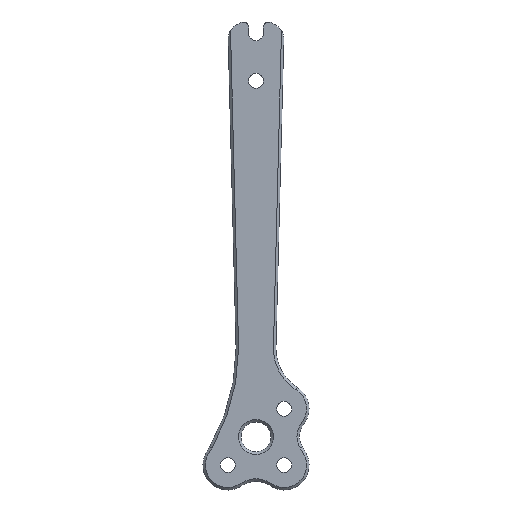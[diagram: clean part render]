
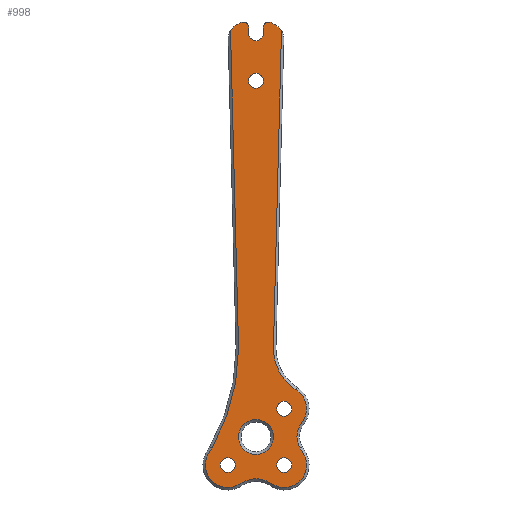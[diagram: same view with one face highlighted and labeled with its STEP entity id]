
A CAD part, top view. The second image highlights one B-rep face of the part: STEP entity #998.
In plain terms, the highlighted planar face has unit normal (0, 0, 1).
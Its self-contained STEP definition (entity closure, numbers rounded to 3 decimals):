
#30=FACE_BOUND('',#176,.T.);
#31=FACE_BOUND('',#177,.T.);
#32=FACE_BOUND('',#178,.T.);
#33=FACE_BOUND('',#179,.T.);
#34=FACE_BOUND('',#180,.T.);
#48=PLANE('',#1115);
#110=FACE_OUTER_BOUND('',#175,.T.);
#175=EDGE_LOOP('',(#813,#814,#815,#816,#817,#818,#819,#820,#821,#822,#823,
#824,#825,#826,#827,#828,#829,#830,#831,#832,#833,#834,#835));
#176=EDGE_LOOP('',(#836));
#177=EDGE_LOOP('',(#837));
#178=EDGE_LOOP('',(#838));
#179=EDGE_LOOP('',(#839));
#180=EDGE_LOOP('',(#840));
#256=LINE('',#1688,#334);
#257=LINE('',#1694,#335);
#258=LINE('',#1698,#336);
#259=LINE('',#1706,#337);
#260=LINE('',#1712,#338);
#261=LINE('',#1716,#339);
#262=LINE('',#1720,#340);
#263=LINE('',#1724,#341);
#334=VECTOR('',#1366,10.);
#335=VECTOR('',#1371,10.);
#336=VECTOR('',#1374,10.);
#337=VECTOR('',#1381,10.);
#338=VECTOR('',#1386,10.);
#339=VECTOR('',#1389,10.);
#340=VECTOR('',#1392,10.);
#341=VECTOR('',#1395,10.);
#401=CIRCLE('',#1111,3.);
#402=CIRCLE('',#1114,3.5);
#403=CIRCLE('',#1116,4.63);
#404=CIRCLE('',#1117,1.);
#405=CIRCLE('',#1118,1.5);
#406=CIRCLE('',#1119,1.);
#407=CIRCLE('',#1120,4.63);
#408=CIRCLE('',#1121,3.);
#409=CIRCLE('',#1122,39.921);
#410=CIRCLE('',#1123,4.5);
#411=CIRCLE('',#1124,4.5);
#412=CIRCLE('',#1125,5.5);
#413=CIRCLE('',#1126,4.5);
#414=CIRCLE('',#1127,4.5);
#415=CIRCLE('',#1128,4.5);
#416=CIRCLE('',#1129,9.82);
#417=CIRCLE('',#1130,1.5);
#418=CIRCLE('',#1131,1.5);
#419=CIRCLE('',#1132,1.5);
#420=CIRCLE('',#1133,1.5);
#481=VERTEX_POINT('',#1677);
#482=VERTEX_POINT('',#1679);
#483=VERTEX_POINT('',#1683);
#484=VERTEX_POINT('',#1687);
#485=VERTEX_POINT('',#1689);
#486=VERTEX_POINT('',#1691);
#487=VERTEX_POINT('',#1693);
#488=VERTEX_POINT('',#1695);
#489=VERTEX_POINT('',#1697);
#490=VERTEX_POINT('',#1699);
#491=VERTEX_POINT('',#1701);
#492=VERTEX_POINT('',#1703);
#493=VERTEX_POINT('',#1705);
#494=VERTEX_POINT('',#1707);
#495=VERTEX_POINT('',#1709);
#496=VERTEX_POINT('',#1711);
#497=VERTEX_POINT('',#1713);
#498=VERTEX_POINT('',#1715);
#499=VERTEX_POINT('',#1717);
#500=VERTEX_POINT('',#1719);
#501=VERTEX_POINT('',#1721);
#502=VERTEX_POINT('',#1723);
#503=VERTEX_POINT('',#1725);
#504=VERTEX_POINT('',#1727);
#505=VERTEX_POINT('',#1730);
#506=VERTEX_POINT('',#1732);
#507=VERTEX_POINT('',#1734);
#508=VERTEX_POINT('',#1736);
#600=EDGE_CURVE('',#482,#481,#401,.T.);
#602=EDGE_CURVE('',#483,#483,#402,.T.);
#604=EDGE_CURVE('',#482,#484,#256,.T.);
#605=EDGE_CURVE('',#481,#485,#403,.T.);
#606=EDGE_CURVE('',#485,#486,#404,.T.);
#607=EDGE_CURVE('',#486,#487,#257,.T.);
#608=EDGE_CURVE('',#487,#488,#405,.T.);
#609=EDGE_CURVE('',#488,#489,#258,.T.);
#610=EDGE_CURVE('',#489,#490,#406,.T.);
#611=EDGE_CURVE('',#490,#491,#407,.T.);
#612=EDGE_CURVE('',#491,#492,#408,.T.);
#613=EDGE_CURVE('',#493,#492,#259,.T.);
#614=EDGE_CURVE('',#494,#493,#409,.T.);
#615=EDGE_CURVE('',#495,#494,#410,.T.);
#616=EDGE_CURVE('',#496,#495,#260,.T.);
#617=EDGE_CURVE('',#497,#496,#411,.T.);
#618=EDGE_CURVE('',#498,#497,#261,.T.);
#619=EDGE_CURVE('',#499,#498,#412,.T.);
#620=EDGE_CURVE('',#500,#499,#262,.T.);
#621=EDGE_CURVE('',#501,#500,#413,.T.);
#622=EDGE_CURVE('',#502,#501,#263,.T.);
#623=EDGE_CURVE('',#503,#502,#414,.T.);
#624=EDGE_CURVE('',#504,#503,#415,.T.);
#625=EDGE_CURVE('',#484,#504,#416,.T.);
#626=EDGE_CURVE('',#505,#505,#417,.T.);
#627=EDGE_CURVE('',#506,#506,#418,.T.);
#628=EDGE_CURVE('',#507,#507,#419,.T.);
#629=EDGE_CURVE('',#508,#508,#420,.T.);
#813=ORIENTED_EDGE('',*,*,#604,.F.);
#814=ORIENTED_EDGE('',*,*,#600,.T.);
#815=ORIENTED_EDGE('',*,*,#605,.T.);
#816=ORIENTED_EDGE('',*,*,#606,.T.);
#817=ORIENTED_EDGE('',*,*,#607,.T.);
#818=ORIENTED_EDGE('',*,*,#608,.T.);
#819=ORIENTED_EDGE('',*,*,#609,.T.);
#820=ORIENTED_EDGE('',*,*,#610,.T.);
#821=ORIENTED_EDGE('',*,*,#611,.T.);
#822=ORIENTED_EDGE('',*,*,#612,.T.);
#823=ORIENTED_EDGE('',*,*,#613,.F.);
#824=ORIENTED_EDGE('',*,*,#614,.F.);
#825=ORIENTED_EDGE('',*,*,#615,.F.);
#826=ORIENTED_EDGE('',*,*,#616,.F.);
#827=ORIENTED_EDGE('',*,*,#617,.F.);
#828=ORIENTED_EDGE('',*,*,#618,.F.);
#829=ORIENTED_EDGE('',*,*,#619,.F.);
#830=ORIENTED_EDGE('',*,*,#620,.F.);
#831=ORIENTED_EDGE('',*,*,#621,.F.);
#832=ORIENTED_EDGE('',*,*,#622,.F.);
#833=ORIENTED_EDGE('',*,*,#623,.F.);
#834=ORIENTED_EDGE('',*,*,#624,.F.);
#835=ORIENTED_EDGE('',*,*,#625,.F.);
#836=ORIENTED_EDGE('',*,*,#626,.T.);
#837=ORIENTED_EDGE('',*,*,#627,.T.);
#838=ORIENTED_EDGE('',*,*,#628,.T.);
#839=ORIENTED_EDGE('',*,*,#629,.T.);
#840=ORIENTED_EDGE('',*,*,#602,.F.);
#998=ADVANCED_FACE('',(#110,#30,#31,#32,#33,#34),#48,.T.);
#1111=AXIS2_PLACEMENT_3D('',#1680,#1355,#1356);
#1114=AXIS2_PLACEMENT_3D('',#1684,#1361,#1362);
#1115=AXIS2_PLACEMENT_3D('',#1686,#1364,#1365);
#1116=AXIS2_PLACEMENT_3D('',#1690,#1367,#1368);
#1117=AXIS2_PLACEMENT_3D('',#1692,#1369,#1370);
#1118=AXIS2_PLACEMENT_3D('',#1696,#1372,#1373);
#1119=AXIS2_PLACEMENT_3D('',#1700,#1375,#1376);
#1120=AXIS2_PLACEMENT_3D('',#1702,#1377,#1378);
#1121=AXIS2_PLACEMENT_3D('',#1704,#1379,#1380);
#1122=AXIS2_PLACEMENT_3D('',#1708,#1382,#1383);
#1123=AXIS2_PLACEMENT_3D('',#1710,#1384,#1385);
#1124=AXIS2_PLACEMENT_3D('',#1714,#1387,#1388);
#1125=AXIS2_PLACEMENT_3D('',#1718,#1390,#1391);
#1126=AXIS2_PLACEMENT_3D('',#1722,#1393,#1394);
#1127=AXIS2_PLACEMENT_3D('',#1726,#1396,#1397);
#1128=AXIS2_PLACEMENT_3D('',#1728,#1398,#1399);
#1129=AXIS2_PLACEMENT_3D('',#1729,#1400,#1401);
#1130=AXIS2_PLACEMENT_3D('',#1731,#1402,#1403);
#1131=AXIS2_PLACEMENT_3D('',#1733,#1404,#1405);
#1132=AXIS2_PLACEMENT_3D('',#1735,#1406,#1407);
#1133=AXIS2_PLACEMENT_3D('',#1737,#1408,#1409);
#1355=DIRECTION('center_axis',(0.,0.,1.));
#1356=DIRECTION('ref_axis',(0.764,0.645,0.));
#1361=DIRECTION('center_axis',(0.,0.,1.));
#1362=DIRECTION('ref_axis',(1.,0.,0.));
#1364=DIRECTION('center_axis',(0.,0.,1.));
#1365=DIRECTION('ref_axis',(1.,0.,0.));
#1366=DIRECTION('',(-0.025,-1.,0.));
#1367=DIRECTION('center_axis',(0.,0.,1.));
#1368=DIRECTION('ref_axis',(0.309,0.951,0.));
#1369=DIRECTION('center_axis',(0.,0.,1.));
#1370=DIRECTION('ref_axis',(0.273,0.962,0.));
#1371=DIRECTION('',(0.,-1.,0.));
#1372=DIRECTION('center_axis',(0.,0.,-1.));
#1373=DIRECTION('ref_axis',(-1.,0.,0.));
#1374=DIRECTION('',(0.,1.,0.));
#1375=DIRECTION('center_axis',(0.,0.,1.));
#1376=DIRECTION('ref_axis',(-0.273,0.962,0.));
#1377=DIRECTION('center_axis',(0.,0.,1.));
#1378=DIRECTION('ref_axis',(-0.764,0.645,0.));
#1379=DIRECTION('center_axis',(0.,0.,1.));
#1380=DIRECTION('ref_axis',(-0.999,0.049,0.));
#1381=DIRECTION('',(-0.025,1.,0.));
#1382=DIRECTION('center_axis',(0.,0.,1.));
#1383=DIRECTION('ref_axis',(0.868,-0.496,0.));
#1384=DIRECTION('center_axis',(0.,0.,1.));
#1385=DIRECTION('ref_axis',(0.861,-0.508,0.));
#1386=DIRECTION('',(0.508,0.861,0.));
#1387=DIRECTION('center_axis',(0.,0.,-1.));
#1388=DIRECTION('ref_axis',(-0.861,0.508,0.));
#1389=DIRECTION('',(-0.861,-0.508,0.));
#1390=DIRECTION('center_axis',(0.,0.,1.));
#1391=DIRECTION('ref_axis',(0.508,0.861,0.));
#1392=DIRECTION('',(-0.861,0.508,0.));
#1393=DIRECTION('center_axis',(0.,0.,-1.));
#1394=DIRECTION('ref_axis',(-0.508,-0.861,0.));
#1395=DIRECTION('',(0.508,-0.861,0.));
#1396=DIRECTION('center_axis',(0.,0.,1.));
#1397=DIRECTION('ref_axis',(-0.785,0.62,0.));
#1398=DIRECTION('center_axis',(0.,0.,-1.));
#1399=DIRECTION('ref_axis',(0.535,0.845,0.));
#1400=DIRECTION('center_axis',(0.,0.,1.));
#1401=DIRECTION('ref_axis',(-1.,0.,0.));
#1402=DIRECTION('center_axis',(0.,0.,-1.));
#1403=DIRECTION('ref_axis',(1.,0.,0.));
#1404=DIRECTION('center_axis',(0.,0.,-1.));
#1405=DIRECTION('ref_axis',(1.,0.,0.));
#1406=DIRECTION('center_axis',(0.,0.,-1.));
#1407=DIRECTION('ref_axis',(1.,0.,0.));
#1408=DIRECTION('center_axis',(0.,0.,-1.));
#1409=DIRECTION('ref_axis',(1.,0.,0.));
#1677=CARTESIAN_POINT('',(-30.122,-174.19,5.));
#1679=CARTESIAN_POINT('',(-29.88,-174.519,5.));
#1680=CARTESIAN_POINT('Origin',(-32.414,-176.126,5.));
#1683=CARTESIAN_POINT('',(-38.5,-256.085,5.));
#1684=CARTESIAN_POINT('Origin',(-35.,-256.085,5.));
#1686=CARTESIAN_POINT('Origin',(-35.,-219.739,5.));
#1687=CARTESIAN_POINT('',(-31.5,-238.325,5.));
#1688=CARTESIAN_POINT('',(-31.265,-229.079,5.));
#1689=CARTESIAN_POINT('',(-32.227,-172.775,5.));
#1690=CARTESIAN_POINT('Origin',(-33.659,-177.178,5.));
#1691=CARTESIAN_POINT('',(-33.5,-173.737,5.));
#1692=CARTESIAN_POINT('Origin',(-32.5,-173.737,5.));
#1693=CARTESIAN_POINT('',(-33.5,-175.,5.));
#1694=CARTESIAN_POINT('',(-33.5,-175.,5.));
#1695=CARTESIAN_POINT('',(-36.5,-175.,5.));
#1696=CARTESIAN_POINT('Origin',(-35.,-175.,5.));
#1697=CARTESIAN_POINT('',(-36.5,-173.737,5.));
#1698=CARTESIAN_POINT('',(-36.5,-175.,5.));
#1699=CARTESIAN_POINT('',(-37.773,-172.775,5.));
#1700=CARTESIAN_POINT('Origin',(-37.5,-173.737,5.));
#1701=CARTESIAN_POINT('',(-39.878,-174.19,5.));
#1702=CARTESIAN_POINT('Origin',(-36.341,-177.178,5.));
#1703=CARTESIAN_POINT('',(-40.12,-174.519,5.));
#1704=CARTESIAN_POINT('Origin',(-37.587,-176.126,5.));
#1705=CARTESIAN_POINT('',(-38.5,-238.325,5.));
#1706=CARTESIAN_POINT('',(-39.526,-197.904,5.));
#1707=CARTESIAN_POINT('',(-43.754,-258.127,5.));
#1708=CARTESIAN_POINT('Origin',(-78.421,-238.331,5.));
#1709=CARTESIAN_POINT('',(-43.845,-258.289,5.));
#1710=CARTESIAN_POINT('Origin',(-47.722,-256.004,5.));
#1711=CARTESIAN_POINT('',(-44.533,-259.456,5.));
#1712=CARTESIAN_POINT('',(-34.272,-242.051,5.));
#1713=CARTESIAN_POINT('',(-38.371,-265.618,5.));
#1714=CARTESIAN_POINT('Origin',(-40.657,-261.742,5.));
#1715=CARTESIAN_POINT('',(-37.793,-265.277,5.));
#1716=CARTESIAN_POINT('',(-27.084,-258.964,5.));
#1717=CARTESIAN_POINT('',(-32.207,-265.277,5.));
#1718=CARTESIAN_POINT('Origin',(-35.,-270.015,5.));
#1719=CARTESIAN_POINT('',(-31.629,-265.618,5.));
#1720=CARTESIAN_POINT('',(-43.205,-258.793,5.));
#1721=CARTESIAN_POINT('',(-25.467,-259.456,5.));
#1722=CARTESIAN_POINT('Origin',(-29.343,-261.742,5.));
#1723=CARTESIAN_POINT('',(-26.155,-258.289,5.));
#1724=CARTESIAN_POINT('',(-35.384,-242.635,5.));
#1725=CARTESIAN_POINT('',(-25.811,-253.216,5.));
#1726=CARTESIAN_POINT('Origin',(-22.278,-256.004,5.));
#1727=CARTESIAN_POINT('',(-26.935,-246.627,5.));
#1728=CARTESIAN_POINT('Origin',(-29.343,-250.428,5.));
#1729=CARTESIAN_POINT('Origin',(-21.68,-238.331,5.));
#1730=CARTESIAN_POINT('',(-30.843,-250.428,5.));
#1731=CARTESIAN_POINT('Origin',(-29.343,-250.428,5.));
#1732=CARTESIAN_POINT('',(-30.843,-261.742,5.));
#1733=CARTESIAN_POINT('Origin',(-29.343,-261.742,5.));
#1734=CARTESIAN_POINT('',(-36.5,-184.546,5.));
#1735=CARTESIAN_POINT('Origin',(-35.,-184.546,5.));
#1736=CARTESIAN_POINT('',(-42.157,-261.742,5.));
#1737=CARTESIAN_POINT('Origin',(-40.657,-261.742,5.));
